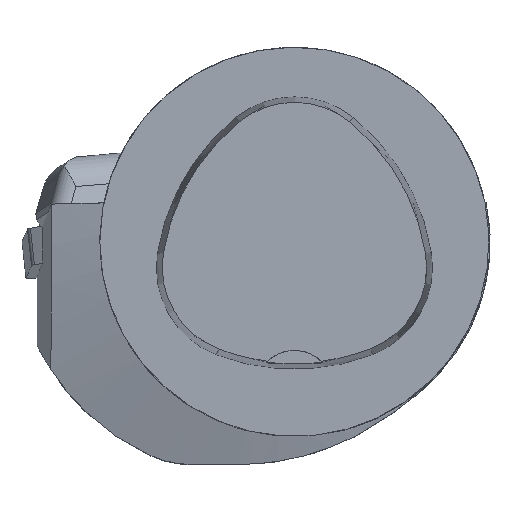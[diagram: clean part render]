
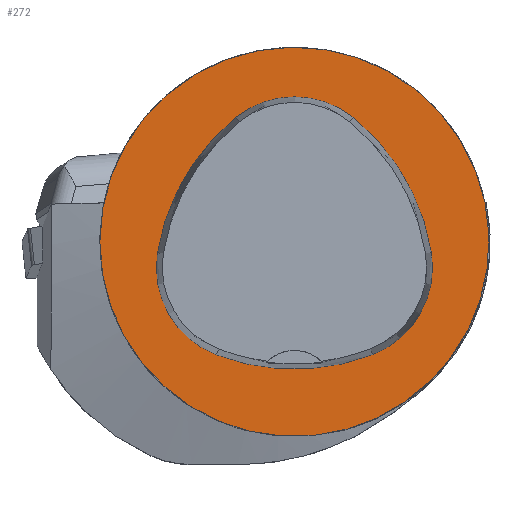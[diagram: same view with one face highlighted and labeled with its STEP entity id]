
A CAD part, top view. The second image highlights one B-rep face of the part: STEP entity #272.
In plain terms, the highlighted planar face has unit normal (0, 0, 1).
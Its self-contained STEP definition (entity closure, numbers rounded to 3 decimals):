
#272=ADVANCED_FACE('',(#681,#682),#347,.T.);
#347=PLANE('',#1861);
#681=FACE_BOUND('',#725,.T.);
#682=FACE_BOUND('',#726,.T.);
#725=EDGE_LOOP('',(#978,#979,#980,#981,#982,#983));
#726=EDGE_LOOP('',(#984));
#978=ORIENTED_EDGE('',*,*,#1547,.T.);
#979=ORIENTED_EDGE('',*,*,#1527,.T.);
#980=ORIENTED_EDGE('',*,*,#1531,.T.);
#981=ORIENTED_EDGE('',*,*,#1534,.T.);
#982=ORIENTED_EDGE('',*,*,#1537,.T.);
#983=ORIENTED_EDGE('',*,*,#1545,.T.);
#984=ORIENTED_EDGE('',*,*,#1506,.F.);
#1332=VERTEX_POINT('',#2694);
#1351=VERTEX_POINT('',#2786);
#1352=VERTEX_POINT('',#2787);
#1355=VERTEX_POINT('',#2795);
#1357=VERTEX_POINT('',#2801);
#1359=VERTEX_POINT('',#2807);
#1366=VERTEX_POINT('',#2828);
#1506=EDGE_CURVE('',#1332,#1332,#1665,.T.);
#1527=EDGE_CURVE('',#1351,#1352,#1668,.T.);
#1531=EDGE_CURVE('',#1352,#1355,#1670,.T.);
#1534=EDGE_CURVE('',#1355,#1357,#1672,.T.);
#1537=EDGE_CURVE('',#1357,#1359,#1674,.T.);
#1545=EDGE_CURVE('',#1359,#1366,#1678,.T.);
#1547=EDGE_CURVE('',#1366,#1351,#1680,.T.);
#1665=CIRCLE('',#1829,25.);
#1668=CIRCLE('',#1839,28.);
#1670=CIRCLE('',#1842,12.);
#1672=CIRCLE('',#1845,28.);
#1674=CIRCLE('',#1848,12.);
#1678=CIRCLE('',#1853,28.);
#1680=CIRCLE('',#1856,12.);
#1829=AXIS2_PLACEMENT_3D('',#2693,#2116,#2117);
#1839=AXIS2_PLACEMENT_3D('',#2785,#2140,#2141);
#1842=AXIS2_PLACEMENT_3D('',#2794,#2148,#2149);
#1845=AXIS2_PLACEMENT_3D('',#2800,#2155,#2156);
#1848=AXIS2_PLACEMENT_3D('',#2806,#2162,#2163);
#1853=AXIS2_PLACEMENT_3D('',#2829,#2174,#2175);
#1856=AXIS2_PLACEMENT_3D('',#2832,#2180,#2181);
#1861=AXIS2_PLACEMENT_3D('',#2837,#2190,#2191);
#2116=DIRECTION('',(0.,0.,-1.));
#2117=DIRECTION('',(-1.,0.,0.));
#2140=DIRECTION('',(0.,0.,-1.));
#2141=DIRECTION('',(-1.,0.,0.));
#2148=DIRECTION('',(0.,0.,-1.));
#2149=DIRECTION('',(-1.,0.,0.));
#2155=DIRECTION('',(0.,0.,-1.));
#2156=DIRECTION('',(-1.,0.,0.));
#2162=DIRECTION('',(0.,0.,-1.));
#2163=DIRECTION('',(-1.,0.,0.));
#2174=DIRECTION('',(0.,0.,-1.));
#2175=DIRECTION('',(-1.,0.,0.));
#2180=DIRECTION('',(0.,0.,-1.));
#2181=DIRECTION('',(-1.,0.,0.));
#2190=DIRECTION('',(0.,0.,1.));
#2191=DIRECTION('',(1.,0.,0.));
#2693=CARTESIAN_POINT('',(0.,0.,0.));
#2694=CARTESIAN_POINT('',(-25.,0.,0.));
#2785=CARTESIAN_POINT('',(10.068,-5.824,0.));
#2786=CARTESIAN_POINT('',(-17.584,-1.424,0.));
#2787=CARTESIAN_POINT('',(-7.531,15.953,0.));
#2794=CARTESIAN_POINT('',(0.011,6.62,0.));
#2795=CARTESIAN_POINT('',(7.567,15.942,0.));
#2800=CARTESIAN_POINT('',(-10.063,-5.81,0.));
#2801=CARTESIAN_POINT('',(17.59,-1.418,0.));
#2806=CARTESIAN_POINT('',(5.739,-3.3,0.));
#2807=CARTESIAN_POINT('',(10.05,-14.499,0.));
#2828=CARTESIAN_POINT('',(-10.025,-14.516,0.));
#2829=CARTESIAN_POINT('',(-0.01,11.631,0.));
#2832=CARTESIAN_POINT('',(-5.733,-3.31,0.));
#2837=CARTESIAN_POINT('',(0.,0.,0.));
